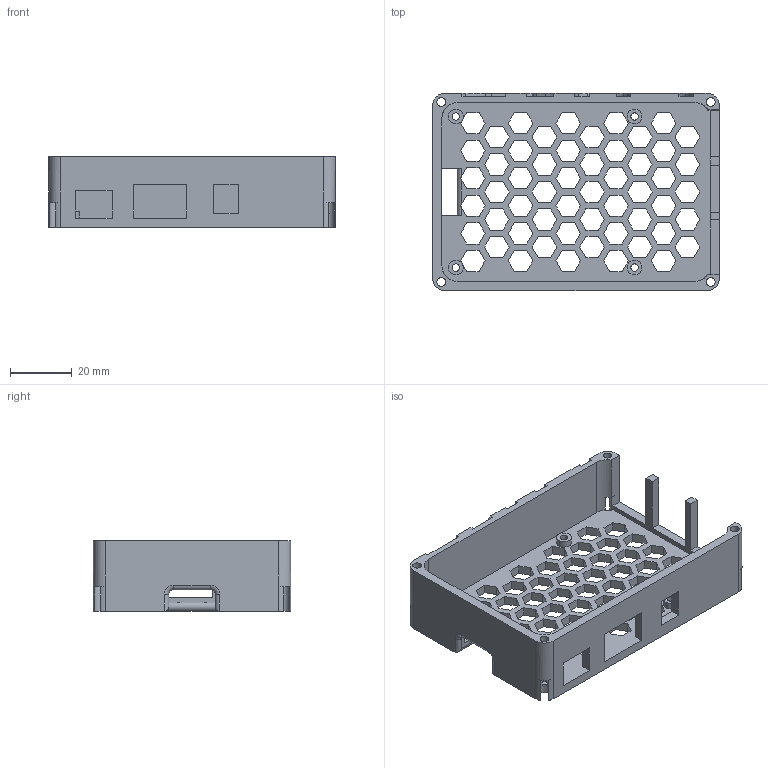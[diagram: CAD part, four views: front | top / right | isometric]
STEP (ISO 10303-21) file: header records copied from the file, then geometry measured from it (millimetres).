
FILE_DESCRIPTION(/* description */ ('STEP AP242','CAx-IF Rec.Pracs.---Representation and Presentation of Product Manufacturing Information (PMI)---4.0---2014-10-13','CAx-IF Rec.Pracs.---3D Tessellated Geometry---0.4---2014-09-14','2;1'),/* implementation_level */ '2;1');
FILE_NAME(/* name */ '63fbcab3fe64ba2e6f407c81',/* time_stamp */ '2023-02-26T21:10:12+00:00',/* author */ (''),/* organization */ (''),/* preprocessor_version */ 'ST-DEVELOPER v18.102',/* originating_system */ ' ',/* authorisation */ ' ');
FILE_SCHEMA (('AP242_MANAGED_MODEL_BASED_3D_ENGINEERING_MIM_LF { 1 0 10303 442 1 1 4 }'));
Length unit declared in the file: metre
Products named in the file (1): Bottom
Bounding box: 93 x 64 x 23 mm (x, y, z)
Volume: 23529.5 mm3; surface area: 23070.7 mm2
Topology: 1 solids, 1 shells, 453 faces, 1389 edges, 924 vertices
Faces by surface type: plane 388, cylinder 32, bspline 31, torus 2
Full cylindrical faces by diameter (mm): 2.4 x4, 2.85 x4, 4.8 x4
Entity records: 15648 total; most frequent: CARTESIAN_POINT 3096, ORIENTED_EDGE 2754, DIRECTION 2260, EDGE_CURVE 1377, LINE 1216, VECTOR 1216, VERTEX_POINT 924, EDGE_LOOP 595
